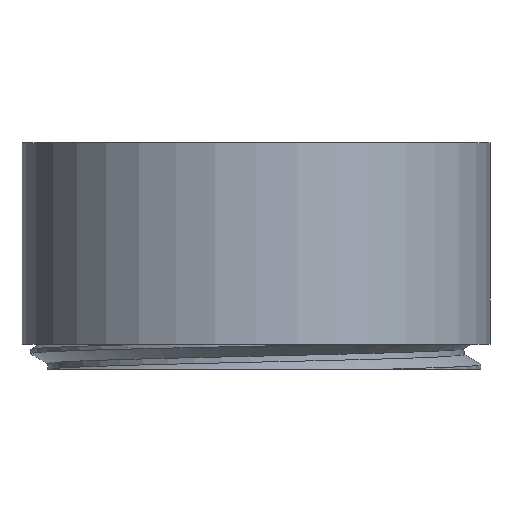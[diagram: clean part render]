
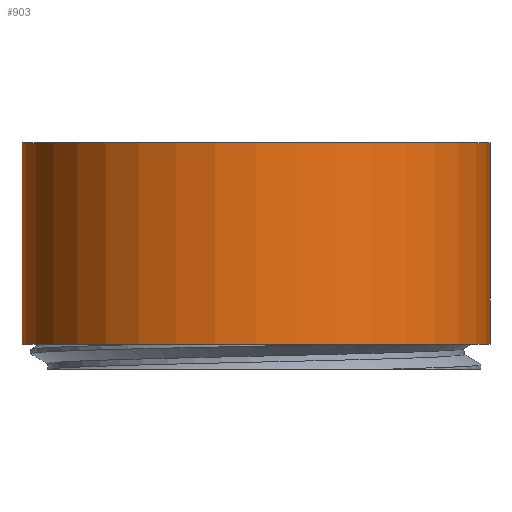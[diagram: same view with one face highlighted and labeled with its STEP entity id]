
A CAD part, front view. The second image highlights one B-rep face of the part: STEP entity #903.
In plain terms, the highlighted cylindrical face has radius 46.5 mm (diameter 93 mm), a full revolution.
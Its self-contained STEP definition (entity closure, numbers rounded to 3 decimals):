
#120=FACE_OUTER_BOUND('',#187,.T.);
#187=EDGE_LOOP('',(#806,#807,#808,#809));
#236=CIRCLE('',#1007,46.5);
#244=CIRCLE('',#1021,46.5);
#317=LINE('',#3450,#371);
#371=VECTOR('',#1286,46.5);
#436=VERTEX_POINT('',#2531);
#446=VERTEX_POINT('',#3447);
#553=EDGE_CURVE('',#436,#436,#236,.T.);
#571=EDGE_CURVE('',#446,#446,#244,.T.);
#572=EDGE_CURVE('',#446,#436,#317,.T.);
#806=ORIENTED_EDGE('',*,*,#571,.F.);
#807=ORIENTED_EDGE('',*,*,#572,.T.);
#808=ORIENTED_EDGE('',*,*,#553,.T.);
#809=ORIENTED_EDGE('',*,*,#572,.F.);
#845=CYLINDRICAL_SURFACE('',#1022,46.5);
#903=ADVANCED_FACE('',(#120),#845,.T.);
#1007=AXIS2_PLACEMENT_3D('',#2532,#1252,#1253);
#1021=AXIS2_PLACEMENT_3D('',#3448,#1282,#1283);
#1022=AXIS2_PLACEMENT_3D('',#3449,#1284,#1285);
#1252=DIRECTION('center_axis',(0.,0.,1.));
#1253=DIRECTION('ref_axis',(1.,0.,0.));
#1282=DIRECTION('center_axis',(0.,0.,1.));
#1283=DIRECTION('ref_axis',(1.,0.,0.));
#1284=DIRECTION('center_axis',(0.,0.,1.));
#1285=DIRECTION('ref_axis',(1.,0.,0.));
#1286=DIRECTION('',(0.,0.,-1.));
#2531=CARTESIAN_POINT('',(-46.5,0.,5.));
#2532=CARTESIAN_POINT('Origin',(0.,0.,5.));
#3447=CARTESIAN_POINT('',(-46.5,0.,45.));
#3448=CARTESIAN_POINT('Origin',(0.,0.,45.));
#3449=CARTESIAN_POINT('Origin',(0.,0.,5.));
#3450=CARTESIAN_POINT('',(-46.5,0.,5.));
